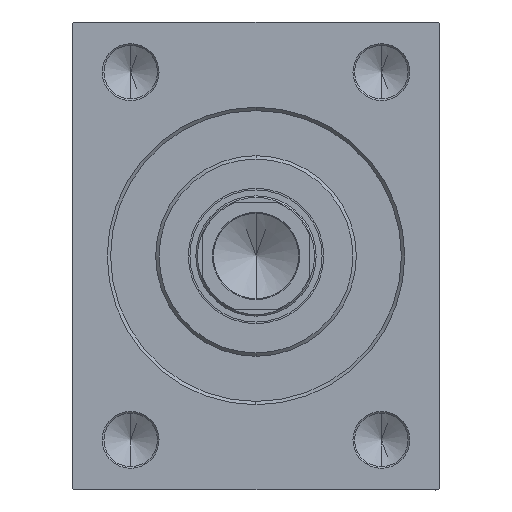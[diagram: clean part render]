
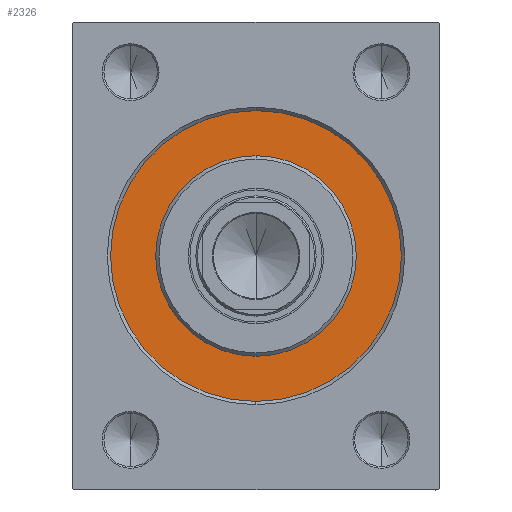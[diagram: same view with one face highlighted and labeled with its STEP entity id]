
A CAD part, left-side view. The second image highlights one B-rep face of the part: STEP entity #2326.
In plain terms, the highlighted face is planar.
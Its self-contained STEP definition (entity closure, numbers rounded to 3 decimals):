
#2326 = ADVANCED_FACE ( 'NONE', ( #33489, #33047 ), #19568, .F. ) ;
#3636 = CARTESIAN_POINT ( 'NONE',  ( 0., 0., 0. ) ) ;
#3998 = EDGE_CURVE ( 'NONE', #6068, #26961, #39948, .T. ) ;
#6068 = VERTEX_POINT ( 'NONE', #9887 ) ;
#7952 = ORIENTED_EDGE ( 'NONE', *, *, #3998, .F. ) ;
#9638 = CIRCLE ( 'NONE', #24195, 43.5 ) ;
#9887 = CARTESIAN_POINT ( 'NONE',  ( 0., 0., 30. ) ) ;
#11666 = CARTESIAN_POINT ( 'NONE',  ( 0., 0., 0. ) ) ;
#11738 = VERTEX_POINT ( 'NONE', #18039 ) ;
#15089 = DIRECTION ( 'NONE',  ( 0., 0., -1. ) ) ;
#15985 = ORIENTED_EDGE ( 'NONE', *, *, #35931, .F. ) ;
#16163 = CARTESIAN_POINT ( 'NONE',  ( 0., 0., 0. ) ) ;
#17040 = AXIS2_PLACEMENT_3D ( 'NONE', #40736, #23412, #37319 ) ;
#18039 = CARTESIAN_POINT ( 'NONE',  ( 0., 0., -43.5 ) ) ;
#18186 = ORIENTED_EDGE ( 'NONE', *, *, #44735, .F. ) ;
#18376 = EDGE_LOOP ( 'NONE', ( #7952, #35306 ) ) ;
#19568 = PLANE ( 'NONE',  #20233 ) ;
#20233 = AXIS2_PLACEMENT_3D ( 'NONE', #16163, #36693, #33270 ) ;
#20269 = AXIS2_PLACEMENT_3D ( 'NONE', #11666, #32646, #15089 ) ;
#21189 = DIRECTION ( 'NONE',  ( 0., 0., 1. ) ) ;
#21687 = DIRECTION ( 'NONE',  ( 0., 0., 1. ) ) ;
#23412 = DIRECTION ( 'NONE',  ( 1., 0., 0. ) ) ;
#24195 = AXIS2_PLACEMENT_3D ( 'NONE', #25555, #42451, #21687 ) ;
#25282 = DIRECTION ( 'NONE',  ( -1., 0., 0. ) ) ;
#25555 = CARTESIAN_POINT ( 'NONE',  ( 0., 0., 0. ) ) ;
#26849 = EDGE_CURVE ( 'NONE', #26961, #6068, #43289, .T. ) ;
#26961 = VERTEX_POINT ( 'NONE', #43212 ) ;
#32646 = DIRECTION ( 'NONE',  ( 1., 0., 0. ) ) ;
#33047 = FACE_OUTER_BOUND ( 'NONE', #34435, .T. ) ;
#33270 = DIRECTION ( 'NONE',  ( 0., 0., 1. ) ) ;
#33489 = FACE_BOUND ( 'NONE', #18376, .T. ) ;
#34435 = EDGE_LOOP ( 'NONE', ( #18186, #15985 ) ) ;
#35306 = ORIENTED_EDGE ( 'NONE', *, *, #26849, .F. ) ;
#35931 = EDGE_CURVE ( 'NONE', #44590, #11738, #40789, .T. ) ;
#36693 = DIRECTION ( 'NONE',  ( -1., 0., 0. ) ) ;
#37319 = DIRECTION ( 'NONE',  ( 0., 0., -1. ) ) ;
#39948 = CIRCLE ( 'NONE', #20269, 30. ) ;
#40736 = CARTESIAN_POINT ( 'NONE',  ( 0., 0., 0. ) ) ;
#40789 = CIRCLE ( 'NONE', #43699, 43.5 ) ;
#42451 = DIRECTION ( 'NONE',  ( -1., 0., 0. ) ) ;
#43212 = CARTESIAN_POINT ( 'NONE',  ( 0., 0., -30. ) ) ;
#43289 = CIRCLE ( 'NONE', #17040, 30. ) ;
#43622 = CARTESIAN_POINT ( 'NONE',  ( 0., 0., 43.5 ) ) ;
#43699 = AXIS2_PLACEMENT_3D ( 'NONE', #3636, #25282, #21189 ) ;
#44590 = VERTEX_POINT ( 'NONE', #43622 ) ;
#44735 = EDGE_CURVE ( 'NONE', #11738, #44590, #9638, .T. ) ;
